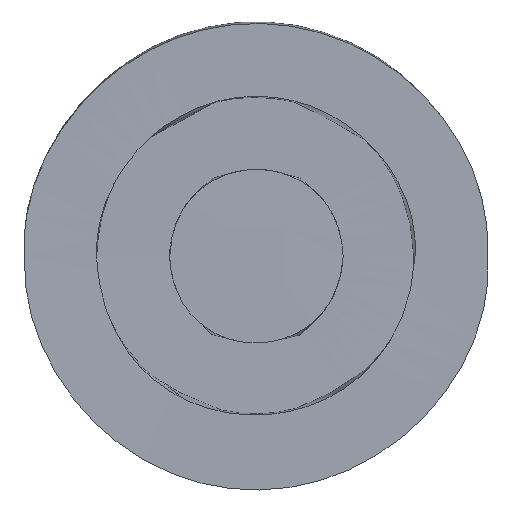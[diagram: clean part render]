
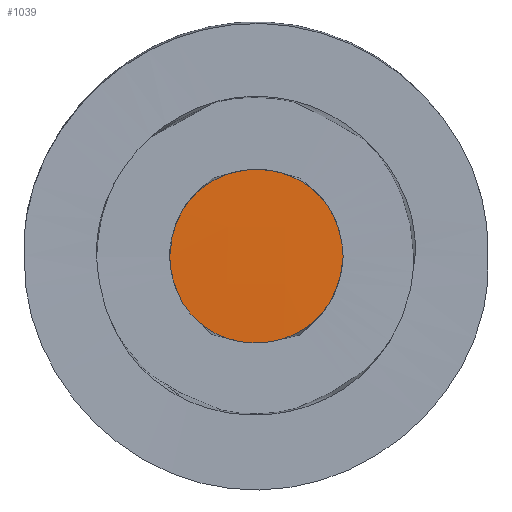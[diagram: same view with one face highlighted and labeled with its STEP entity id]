
A CAD part, top view. The second image highlights one B-rep face of the part: STEP entity #1039.
In plain terms, the highlighted free-form (B-spline) face has degree [3, 3] with [4, 4] control points.
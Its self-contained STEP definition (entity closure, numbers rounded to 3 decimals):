
#869 = B_SPLINE_SURFACE_WITH_KNOTS('',3,3,(
    (#870,#871,#872,#873)
    ,(#874,#875,#876,#877)
    ,(#878,#879,#880,#881)
    ,(#882,#883,#884,#885
    )),.UNSPECIFIED.,.F.,.F.,.F.,(4,4),(4,4),(0.,1.),(0.,1.),
  .PIECEWISE_BEZIER_KNOTS.);
#870 = CARTESIAN_POINT('',(-0.391,0.005,
    -0.111));
#871 = CARTESIAN_POINT('',(-0.388,0.002,
    -0.016));
#872 = CARTESIAN_POINT('',(-0.39,0.006,
    0.08));
#873 = CARTESIAN_POINT('',(-0.392,0.003,
    0.175));
#874 = CARTESIAN_POINT('',(-0.403,-0.508,
    -0.108));
#875 = CARTESIAN_POINT('',(-0.41,-0.508,
    -0.008));
#876 = CARTESIAN_POINT('',(-0.407,-0.508,
    0.081));
#877 = CARTESIAN_POINT('',(-0.404,-0.507,0.18
    ));
#878 = CARTESIAN_POINT('',(0.401,-0.512,
    -0.107));
#879 = CARTESIAN_POINT('',(0.406,-0.514,
    -0.014));
#880 = CARTESIAN_POINT('',(0.407,-0.512,
    0.083));
#881 = CARTESIAN_POINT('',(0.401,-0.51,0.178)
  );
#882 = CARTESIAN_POINT('',(0.393,0.001,
    -0.109));
#883 = CARTESIAN_POINT('',(0.392,0.001,
    -0.014));
#884 = CARTESIAN_POINT('',(0.388,-0.001,
    0.087));
#885 = CARTESIAN_POINT('',(0.391,0.002,
    0.179));
#912 = B_SPLINE_SURFACE_WITH_KNOTS('',3,3,(
    (#913,#914,#915,#916)
    ,(#917,#918,#919,#920)
    ,(#921,#922,#923,#924)
    ,(#925,#926,#927,#928
    )),.UNSPECIFIED.,.F.,.F.,.F.,(4,4),(4,4),(0.,1.),(0.,1.),
  .PIECEWISE_BEZIER_KNOTS.);
#913 = CARTESIAN_POINT('',(0.39,-0.008,
    -0.109));
#914 = CARTESIAN_POINT('',(0.392,-0.009,
    -0.016));
#915 = CARTESIAN_POINT('',(0.392,-0.006,
    0.078));
#916 = CARTESIAN_POINT('',(0.397,-0.011,
    0.173));
#917 = CARTESIAN_POINT('',(0.397,0.503,-0.108
    ));
#918 = CARTESIAN_POINT('',(0.406,0.504,
    -0.018));
#919 = CARTESIAN_POINT('',(0.407,0.496,
    0.082));
#920 = CARTESIAN_POINT('',(0.404,0.504,0.171)
  );
#921 = CARTESIAN_POINT('',(-0.402,0.502,
    -0.106));
#922 = CARTESIAN_POINT('',(-0.405,0.504,
    -0.008));
#923 = CARTESIAN_POINT('',(-0.4,0.508,
    0.081));
#924 = CARTESIAN_POINT('',(-0.397,0.505,0.175
    ));
#925 = CARTESIAN_POINT('',(-0.393,-0.007,
    -0.104));
#926 = CARTESIAN_POINT('',(-0.39,-0.007,
    -0.01));
#927 = CARTESIAN_POINT('',(-0.389,-0.007,
    0.082));
#928 = CARTESIAN_POINT('',(-0.386,-0.008,
    0.178));
#943 = VERTEX_POINT('',#944);
#944 = CARTESIAN_POINT('',(-0.373,-0.002,
    0.177));
#963 = EDGE_CURVE('',#943,#964,#966,.T.);
#964 = VERTEX_POINT('',#965);
#965 = CARTESIAN_POINT('',(0.376,-0.004,
    0.176));
#966 = SURFACE_CURVE('',#967,(#972,#982),.PCURVE_S1.);
#967 = B_SPLINE_CURVE_WITH_KNOTS('',3,(#968,#969,#970,#971),
  .UNSPECIFIED.,.F.,.F.,(4,4),(0.,1.),.PIECEWISE_BEZIER_KNOTS.);
#968 = CARTESIAN_POINT('',(-0.373,-0.002,
    0.177));
#969 = CARTESIAN_POINT('',(-0.35,0.498,0.175
    ));
#970 = CARTESIAN_POINT('',(0.358,0.495,0.177)
  );
#971 = CARTESIAN_POINT('',(0.376,-0.004,
    0.176));
#972 = PCURVE('',#912,#973);
#973 = DEFINITIONAL_REPRESENTATION('',(#974),#981);
#974 = B_SPLINE_CURVE_WITH_KNOTS('',5,(#975,#976,#977,#978,#979,#980),
  .UNSPECIFIED.,.F.,.F.,(6,6),(0.,1.),.PIECEWISE_BEZIER_KNOTS.);
#975 = CARTESIAN_POINT('',(0.996,0.999));
#976 = CARTESIAN_POINT('',(0.799,1.001));
#977 = CARTESIAN_POINT('',(0.54,1.002));
#978 = CARTESIAN_POINT('',(0.463,1.013));
#979 = CARTESIAN_POINT('',(0.2,1.017));
#980 = CARTESIAN_POINT('',(0.005,1.007));
#981 = ( GEOMETRIC_REPRESENTATION_CONTEXT(2) 
PARAMETRIC_REPRESENTATION_CONTEXT() REPRESENTATION_CONTEXT('2D SPACE',''
  ) );
#982 = PCURVE('',#983,#1000);
#983 = B_SPLINE_SURFACE_WITH_KNOTS('',3,3,(
    (#984,#985,#986,#987)
    ,(#988,#989,#990,#991)
    ,(#992,#993,#994,#995)
    ,(#996,#997,#998,#999
    )),.UNSPECIFIED.,.F.,.F.,.F.,(4,4),(4,4),(0.,1.),(0.,1.),
  .PIECEWISE_BEZIER_KNOTS.);
#984 = CARTESIAN_POINT('',(-0.375,-0.369,
    0.177));
#985 = CARTESIAN_POINT('',(-0.375,-0.115,0.178
    ));
#986 = CARTESIAN_POINT('',(-0.374,0.131,0.177
    ));
#987 = CARTESIAN_POINT('',(-0.372,0.382,0.177
    ));
#988 = CARTESIAN_POINT('',(-0.129,-0.367,0.178
    ));
#989 = CARTESIAN_POINT('',(-0.124,-0.121,
    0.182));
#990 = CARTESIAN_POINT('',(-0.121,0.136,0.176
    ));
#991 = CARTESIAN_POINT('',(-0.124,0.383,0.178
    ));
#992 = CARTESIAN_POINT('',(0.125,-0.368,0.18
    ));
#993 = CARTESIAN_POINT('',(0.124,-0.119,0.18)
  );
#994 = CARTESIAN_POINT('',(0.126,0.13,0.181)
  );
#995 = CARTESIAN_POINT('',(0.128,0.383,0.177)
  );
#996 = CARTESIAN_POINT('',(0.374,-0.372,0.175
    ));
#997 = CARTESIAN_POINT('',(0.375,-0.119,0.178
    ));
#998 = CARTESIAN_POINT('',(0.376,0.13,0.177)
  );
#999 = CARTESIAN_POINT('',(0.376,0.381,0.175)
  );
#1000 = DEFINITIONAL_REPRESENTATION('',(#1001),#1007);
#1001 = B_SPLINE_CURVE_WITH_KNOTS('',4,(#1002,#1003,#1004,#1005,#1006),
  .UNSPECIFIED.,.F.,.F.,(5,5),(0.,1.),.PIECEWISE_BEZIER_KNOTS.);
#1002 = CARTESIAN_POINT('',(0.001,0.487));
#1003 = CARTESIAN_POINT('',(0.022,0.988));
#1004 = CARTESIAN_POINT('',(0.501,1.149));
#1005 = CARTESIAN_POINT('',(0.981,0.985));
#1006 = CARTESIAN_POINT('',(1.,0.488));
#1007 = ( GEOMETRIC_REPRESENTATION_CONTEXT(2) 
PARAMETRIC_REPRESENTATION_CONTEXT() REPRESENTATION_CONTEXT('2D SPACE',''
  ) );
#1039 = ADVANCED_FACE('',(#1040),#983,.T.);
#1040 = FACE_BOUND('',#1041,.F.);
#1041 = EDGE_LOOP('',(#1042,#1043));
#1042 = ORIENTED_EDGE('',*,*,#963,.T.);
#1043 = ORIENTED_EDGE('',*,*,#1044,.T.);
#1044 = EDGE_CURVE('',#964,#943,#1045,.T.);
#1045 = SURFACE_CURVE('',#1046,(#1051,#1066),.PCURVE_S1.);
#1046 = B_SPLINE_CURVE_WITH_KNOTS('',3,(#1047,#1048,#1049,#1050),
  .UNSPECIFIED.,.F.,.F.,(4,4),(0.,1.),.PIECEWISE_BEZIER_KNOTS.);
#1047 = CARTESIAN_POINT('',(0.376,-0.004,
    0.176));
#1048 = CARTESIAN_POINT('',(0.346,-0.499,
    0.181));
#1049 = CARTESIAN_POINT('',(-0.351,-0.503,
    0.178));
#1050 = CARTESIAN_POINT('',(-0.373,-0.002,
    0.177));
#1051 = PCURVE('',#983,#1052);
#1052 = DEFINITIONAL_REPRESENTATION('',(#1053),#1065);
#1053 = B_SPLINE_CURVE_WITH_KNOTS('',10,(#1054,#1055,#1056,#1057,#1058,
    #1059,#1060,#1061,#1062,#1063,#1064),.UNSPECIFIED.,.F.,.F.,(11,11),(
    0.,1.),.PIECEWISE_BEZIER_KNOTS.);
#1054 = CARTESIAN_POINT('',(1.,0.488));
#1055 = CARTESIAN_POINT('',(0.989,0.291));
#1056 = CARTESIAN_POINT('',(0.918,0.134));
#1057 = CARTESIAN_POINT('',(0.804,0.041));
#1058 = CARTESIAN_POINT('',(0.657,-0.08));
#1059 = CARTESIAN_POINT('',(0.499,-0.017));
#1060 = CARTESIAN_POINT('',(0.345,-0.085));
#1061 = CARTESIAN_POINT('',(0.194,0.042));
#1062 = CARTESIAN_POINT('',(0.08,0.128));
#1063 = CARTESIAN_POINT('',(0.011,0.286));
#1064 = CARTESIAN_POINT('',(0.001,0.487));
#1065 = ( GEOMETRIC_REPRESENTATION_CONTEXT(2) 
PARAMETRIC_REPRESENTATION_CONTEXT() REPRESENTATION_CONTEXT('2D SPACE',''
  ) );
#1066 = PCURVE('',#869,#1067);
#1067 = DEFINITIONAL_REPRESENTATION('',(#1068),#1075);
#1068 = B_SPLINE_CURVE_WITH_KNOTS('',5,(#1069,#1070,#1071,#1072,#1073,
    #1074),.UNSPECIFIED.,.F.,.F.,(6,6),(0.,1.),
  .PIECEWISE_BEZIER_KNOTS.);
#1069 = CARTESIAN_POINT('',(0.996,0.986));
#1070 = CARTESIAN_POINT('',(0.801,1.002));
#1071 = CARTESIAN_POINT('',(0.529,1.01));
#1072 = CARTESIAN_POINT('',(0.469,0.999));
#1073 = CARTESIAN_POINT('',(0.201,0.998));
#1074 = CARTESIAN_POINT('',(0.003,1.007));
#1075 = ( GEOMETRIC_REPRESENTATION_CONTEXT(2) 
PARAMETRIC_REPRESENTATION_CONTEXT() REPRESENTATION_CONTEXT('2D SPACE',''
  ) );
